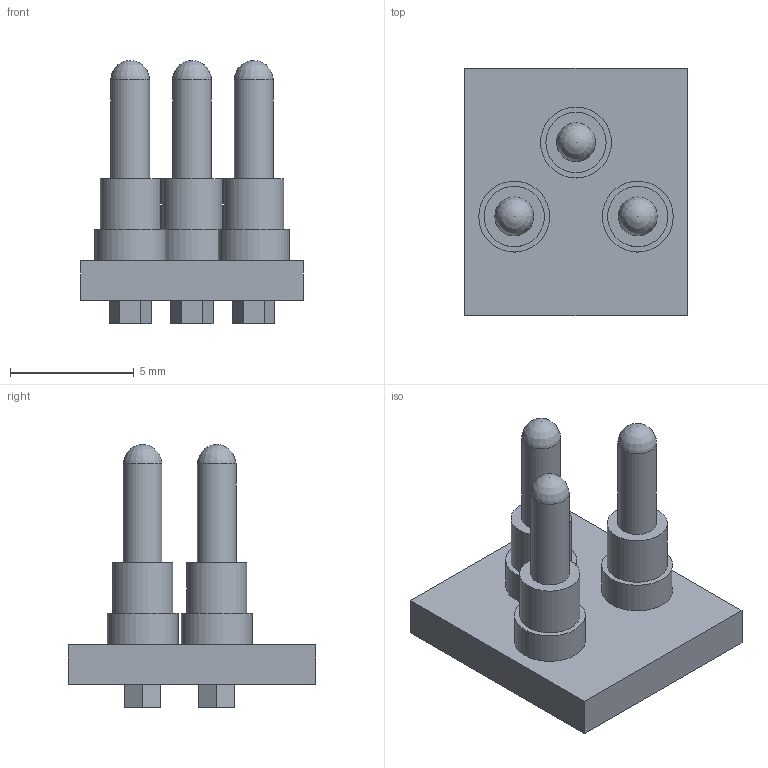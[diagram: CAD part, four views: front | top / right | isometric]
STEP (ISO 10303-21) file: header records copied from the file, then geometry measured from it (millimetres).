
FILE_DESCRIPTION(('FreeCAD Model'),'2;1');
FILE_NAME('Vreg_pins.step','2019-01-19T19:21:16',('kicad StepUp'),( 'ksu MCAD'),'Open CASCADE STEP processor 7.2','FreeCAD','Unknown');
FILE_SCHEMA(('AUTOMOTIVE_DESIGN { 1 0 10303 214 1 1 1 1 }'));
Length unit declared in the file: millimetre
Products named in the file (1): Vreg_pins
Bounding box: 9 x 10 x 10.65 mm (x, y, z)
Volume: 229.1 mm3; surface area: 401.8 mm2
Topology: 1 solids, 1 shells, 45 faces, 99 edges, 65 vertices
Faces by surface type: plane 33, cylinder 9, revolution 3
Full cylindrical faces by diameter (mm): 1.57 x3, 2.44 x3, 2.87 x3
Entity records: 1555 total; most frequent: DIRECTION 212, CARTESIAN_POINT 210, ORIENTED_EDGE 192, EDGE_CURVE 96, LINE 75, VECTOR 75, AXIS2_PLACEMENT_3D 67, VERTEX_POINT 65
